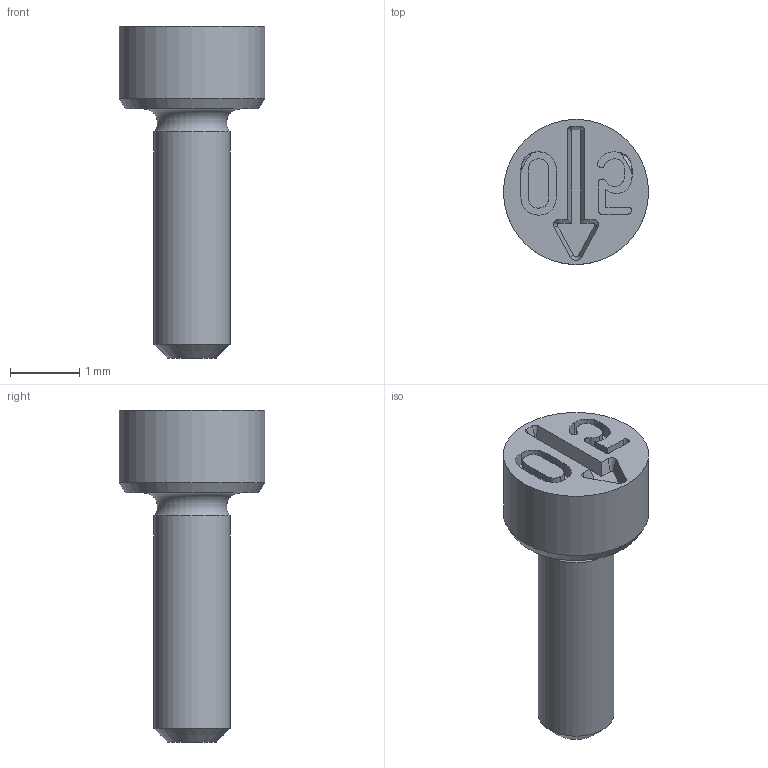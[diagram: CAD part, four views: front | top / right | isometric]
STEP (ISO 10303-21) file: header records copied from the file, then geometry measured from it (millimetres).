
FILE_DESCRIPTION(/* description */ (''),/* implementation_level */ '2;1');
FILE_NAME(/* name */ 'Dati-1300_O$4$Z.stp',/* time_stamp */ '2025-08-18T14:36:58+02:00',/* author */ ('olafg'),/* organization */ (''),/* preprocessor_version */ 'ST-DEVELOPER v20',/* originating_system */ 'Autodesk Inventor 2024',/* authorisation */ '');
FILE_SCHEMA (('AUTOMOTIVE_DESIGN { 1 0 10303 214 3 1 1 }'));
Length unit declared in the file: millimetre
Products named in the file (1): 2004-05-00 Stelleinsatz
Bounding box: 2.1 x 2.1 x 4.8 mm (x, y, z)
Volume: 7.3 mm3; surface area: 30.1 mm2
Topology: 1 solids, 1 shells, 79 faces, 214 edges, 142 vertices
Faces by surface type: bspline 44, plane 19, cone 11, cylinder 4, torus 1
Full cylindrical faces by diameter (mm): 1.1 x1, 2.1 x1
Entity records: 3056 total; most frequent: CARTESIAN_POINT 1323, ORIENTED_EDGE 428, EDGE_CURVE 214, DIRECTION 212, VERTEX_POINT 142, B_SPLINE_CURVE_WITH_KNOTS 100, LINE 88, VECTOR 88
